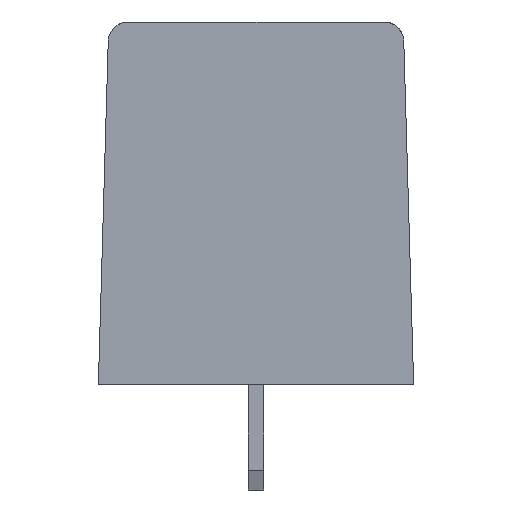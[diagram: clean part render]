
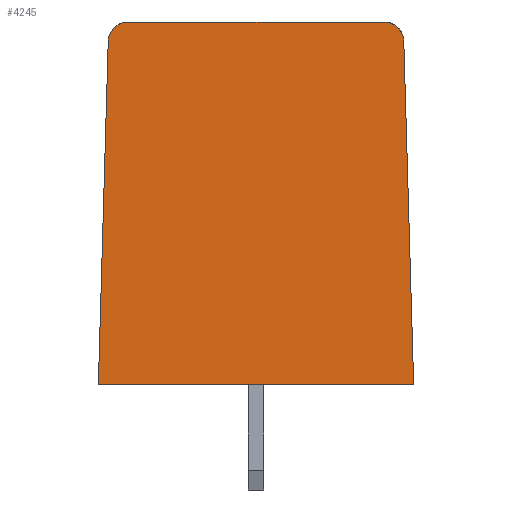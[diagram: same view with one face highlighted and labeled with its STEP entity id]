
A CAD part, left-side view. The second image highlights one B-rep face of the part: STEP entity #4245.
In plain terms, the highlighted planar face has unit normal (-1, 0, 0).
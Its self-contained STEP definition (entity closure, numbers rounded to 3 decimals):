
#4113 = VERTEX_POINT('',#4114);
#4114 = CARTESIAN_POINT('',(-0.625,6.5,18.4));
#4120 = EDGE_CURVE('',#4113,#4121,#4123,.T.);
#4121 = VERTEX_POINT('',#4122);
#4122 = CARTESIAN_POINT('',(-0.625,-6.5,18.4));
#4123 = LINE('',#4124,#4125);
#4124 = CARTESIAN_POINT('',(-0.625,8.,18.4));
#4125 = VECTOR('',#4126,1.);
#4126 = DIRECTION('',(0.,-1.,0.));
#4160 = VERTEX_POINT('',#4161);
#4161 = CARTESIAN_POINT('',(-0.625,7.5,17.429));
#4167 = EDGE_CURVE('',#4160,#4113,#4168,.T.);
#4168 = CIRCLE('',#4169,1.);
#4169 = AXIS2_PLACEMENT_3D('',#4170,#4171,#4172);
#4170 = CARTESIAN_POINT('',(-0.625,6.5,17.4));
#4171 = DIRECTION('',(1.,0.,0.));
#4172 = DIRECTION('',(0.,1.,0.));
#4226 = EDGE_CURVE('',#4121,#4227,#4229,.T.);
#4227 = VERTEX_POINT('',#4228);
#4228 = CARTESIAN_POINT('',(-0.625,-7.5,17.429));
#4229 = CIRCLE('',#4230,1.);
#4230 = AXIS2_PLACEMENT_3D('',#4231,#4232,#4233);
#4231 = CARTESIAN_POINT('',(-0.625,-6.5,17.4));
#4232 = DIRECTION('',(1.,0.,0.));
#4233 = DIRECTION('',(0.,1.,0.));
#4245 = ADVANCED_FACE('',(#4246),#4273,.T.);
#4246 = FACE_BOUND('',#4247,.T.);
#4247 = EDGE_LOOP('',(#4248,#4256,#4264,#4270,#4271,#4272));
#4248 = ORIENTED_EDGE('',*,*,#4249,.F.);
#4249 = EDGE_CURVE('',#4250,#4160,#4252,.T.);
#4250 = VERTEX_POINT('',#4251);
#4251 = CARTESIAN_POINT('',(-0.625,8.,0.));
#4252 = LINE('',#4253,#4254);
#4253 = CARTESIAN_POINT('',(-0.625,7.75,8.714));
#4254 = VECTOR('',#4255,1.);
#4255 = DIRECTION('',(0.,-0.029,1.));
#4256 = ORIENTED_EDGE('',*,*,#4257,.T.);
#4257 = EDGE_CURVE('',#4250,#4258,#4260,.T.);
#4258 = VERTEX_POINT('',#4259);
#4259 = CARTESIAN_POINT('',(-0.625,-8.,0.));
#4260 = LINE('',#4261,#4262);
#4261 = CARTESIAN_POINT('',(-0.625,8.,0.));
#4262 = VECTOR('',#4263,1.);
#4263 = DIRECTION('',(0.,-1.,0.));
#4264 = ORIENTED_EDGE('',*,*,#4265,.F.);
#4265 = EDGE_CURVE('',#4227,#4258,#4266,.T.);
#4266 = LINE('',#4267,#4268);
#4267 = CARTESIAN_POINT('',(-0.625,-7.993,0.229));
#4268 = VECTOR('',#4269,1.);
#4269 = DIRECTION('',(0.,-0.029,-1.));
#4270 = ORIENTED_EDGE('',*,*,#4226,.F.);
#4271 = ORIENTED_EDGE('',*,*,#4120,.F.);
#4272 = ORIENTED_EDGE('',*,*,#4167,.F.);
#4273 = PLANE('',#4274);
#4274 = AXIS2_PLACEMENT_3D('',#4275,#4276,#4277);
#4275 = CARTESIAN_POINT('',(-0.625,8.,0.));
#4276 = DIRECTION('',(-1.,0.,0.));
#4277 = DIRECTION('',(0.,0.,1.));
